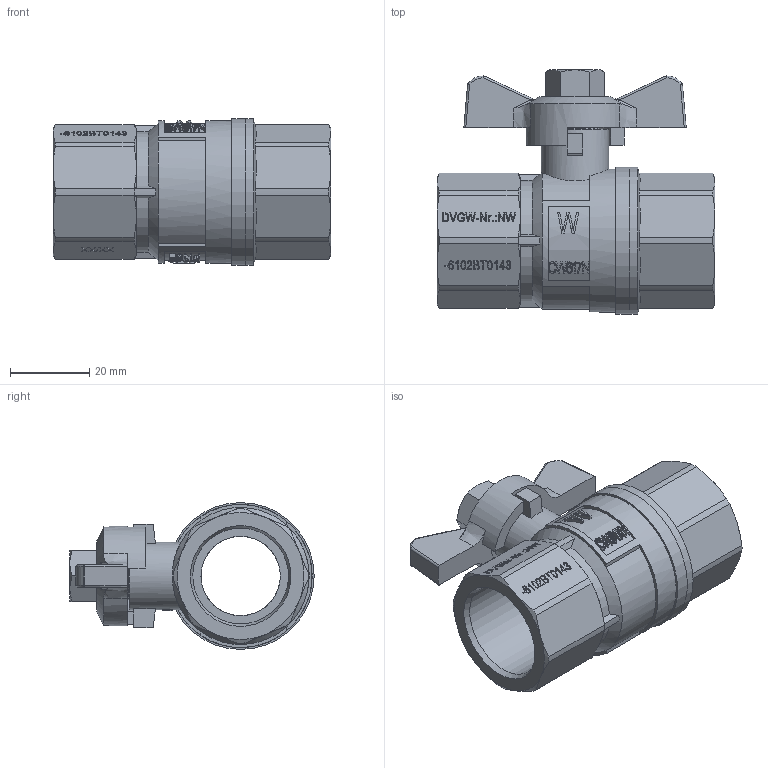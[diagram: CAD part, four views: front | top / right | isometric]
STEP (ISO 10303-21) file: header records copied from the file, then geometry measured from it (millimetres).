
FILE_DESCRIPTION(/* description */ ('Unknown'),/* implementation_level */ '2;1');
FILE_NAME(/* name */ '753-05',/* time_stamp */ '2022-07-26T10:24:09+02:00',/* author */ ('Unknown'),/* organization */ ('Unknown'),/* preprocessor_version */ 'ST-DEVELOPER v16.7',/* originating_system */ 'Solid Edge',/* authorisation */ 'Unknown');
FILE_SCHEMA (('AUTOMOTIVE_DESIGN {1 0 10303 214 3 1 1}'));
Products named in the file (9): 753-05; Flügelgriff 1_4 - 3_4; Kvrper-co_oa_0; Einschraubteil; Kvrper; Spindel-co_oa_1; 600-3_4-Stopfbuchse; 600-3_4-Spindel; 600-1_2-Mutter.2
Assembly tree (8 placements, depth 3):
  753-05
    Flügelgriff 1_4 - 3_4
    Kvrper-co_oa_0
      Einschraubteil
      Kvrper
    Spindel-co_oa_1
      600-3_4-Stopfbuchse
      600-3_4-Spindel
      600-1_2-Mutter.2
Bounding box: 70 x 61.5 x 37 mm (x, y, z)
Volume: 34018 mm3; surface area: 24492.2 mm2
Topology: 6 solids, 6 shells, 1742 faces, 4851 edges, 3211 vertices
Faces by surface type: plane 1550, cylinder 102, cone 61, bspline 18, sphere 10, torus 1
Full cylindrical faces by diameter (mm): 6.6 x1, 6.75 x1, 8.9 x2, 9.1 x1, 9.3 x1, 10.5 x1, 11 x1, 12 x1, 12.5 x1, 14 x1, 16 x1, 17 x1, 18.5 x1, 20 x2, 24.117 x2, 27 x2, 31.5 x1, 33 x1, 33.5 x1, 36 x1, 37 x2
Entity records: 59172 total; most frequent: CARTESIAN_POINT 13630, ORIENTED_EDGE 9566, DIRECTION 9386, EDGE_CURVE 4783, LINE 3354, VECTOR 3354, VERTEX_POINT 3192, AXIS2_PLACEMENT_3D 3016
